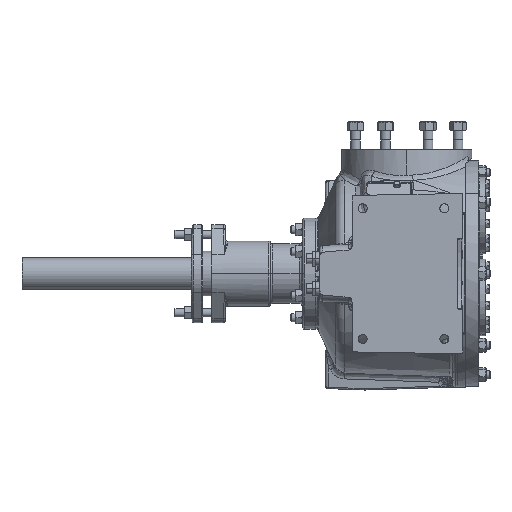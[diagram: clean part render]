
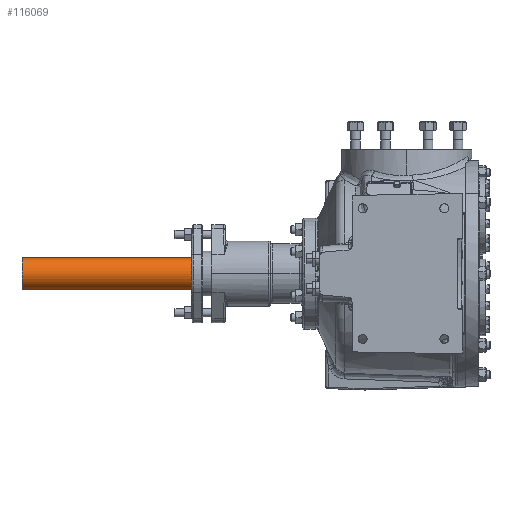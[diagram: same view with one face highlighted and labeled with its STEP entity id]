
A CAD part, front view. The second image highlights one B-rep face of the part: STEP entity #116069.
In plain terms, the highlighted cylindrical face has radius 30.944 mm (diameter 61.887 mm), a partial arc.
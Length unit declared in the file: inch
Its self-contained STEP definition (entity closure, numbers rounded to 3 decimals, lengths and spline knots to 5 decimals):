
#265 = DIRECTION ( 'NONE',  ( 1., 0., 0. ) ) ;
#3173 = VECTOR ( 'NONE', #265, 39.37008 ) ;
#3772 = LINE ( 'NONE', #32384, #28784 ) ;
#5093 = CARTESIAN_POINT ( 'NONE',  ( -33.924, 0., 1.21825 ) ) ;
#8817 = DIRECTION ( 'NONE',  ( 0., 0., -1. ) ) ;
#11365 = DIRECTION ( 'NONE',  ( 1., 0., 0. ) ) ;
#15342 = CIRCLE ( 'NONE', #73036, 1.21825 ) ;
#18750 = DIRECTION ( 'NONE',  ( 0., 0., -1. ) ) ;
#22667 = ORIENTED_EDGE ( 'NONE', *, *, #98556, .T. ) ;
#28784 = VECTOR ( 'NONE', #11365, 39.37008 ) ;
#32384 = CARTESIAN_POINT ( 'NONE',  ( -33.984, 0., -1.21825 ) ) ;
#38044 = CARTESIAN_POINT ( 'NONE',  ( -19.4355, 0., 1.21825 ) ) ;
#39982 = CIRCLE ( 'NONE', #55869, 1.21825 ) ;
#43629 = ORIENTED_EDGE ( 'NONE', *, *, #47518, .F. ) ;
#44872 = VERTEX_POINT ( 'NONE', #5093 ) ;
#45693 = CARTESIAN_POINT ( 'NONE',  ( -33.924, 0., 0. ) ) ;
#47518 = EDGE_CURVE ( 'Defeatured_0_821+Defeatured_0_814+Defeatured_0_814+Defeatured_0_814', #130898, #89551, #39982, .T. ) ;
#52586 = CARTESIAN_POINT ( 'NONE',  ( -19.4355, 0., -1.21825 ) ) ;
#53466 = CARTESIAN_POINT ( 'NONE',  ( -33.984, 0., 1.21825 ) ) ;
#55869 = AXIS2_PLACEMENT_3D ( 'NONE', #136626, #72671, #8817 ) ;
#56428 = DIRECTION ( 'NONE',  ( 0., 0., -1. ) ) ;
#58781 = FACE_OUTER_BOUND ( 'NONE', #117091, .T. ) ;
#59963 = LINE ( 'NONE', #53466, #3173 ) ;
#67001 = CYLINDRICAL_SURFACE ( 'NONE', #121370, 1.21825 ) ;
#72671 = DIRECTION ( 'NONE',  ( 1., 0., 0. ) ) ;
#73036 = AXIS2_PLACEMENT_3D ( 'NONE', #45693, #120327, #56428 ) ;
#75006 = EDGE_CURVE ( 'NONE', #44872, #130898, #59963, .T. ) ;
#89551 = VERTEX_POINT ( 'NONE', #52586 ) ;
#92420 = DIRECTION ( 'NONE',  ( 1., 0., 0. ) ) ;
#98556 = EDGE_CURVE ( 'Defeatured_0_814+Defeatured_0_818+Defeatured_0_817+Defeatured_0_815', #44872, #131840, #15342, .T. ) ;
#116069 = ADVANCED_FACE ( 'Defeatured_0_814', ( #58781 ), #67001, .T. ) ;
#117091 = EDGE_LOOP ( 'NONE', ( #127993, #22667, #120261, #43629 ) ) ;
#120261 = ORIENTED_EDGE ( 'NONE', *, *, #124459, .T. ) ;
#120327 = DIRECTION ( 'NONE',  ( 1., 0., 0. ) ) ;
#121370 = AXIS2_PLACEMENT_3D ( 'NONE', #135367, #92420, #18750 ) ;
#124459 = EDGE_CURVE ( 'NONE', #131840, #89551, #3772, .T. ) ;
#126221 = CARTESIAN_POINT ( 'NONE',  ( -33.924, 0., -1.21825 ) ) ;
#127993 = ORIENTED_EDGE ( 'NONE', *, *, #75006, .F. ) ;
#130898 = VERTEX_POINT ( 'NONE', #38044 ) ;
#131840 = VERTEX_POINT ( 'NONE', #126221 ) ;
#135367 = CARTESIAN_POINT ( 'NONE',  ( -33.984, 0., 0. ) ) ;
#136626 = CARTESIAN_POINT ( 'NONE',  ( -19.4355, 0., 0. ) ) ;
